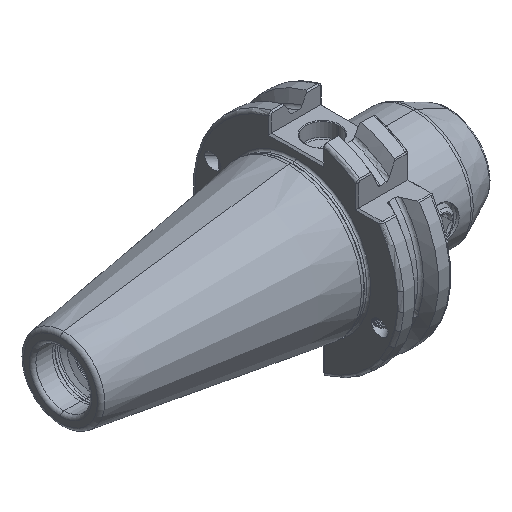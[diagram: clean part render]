
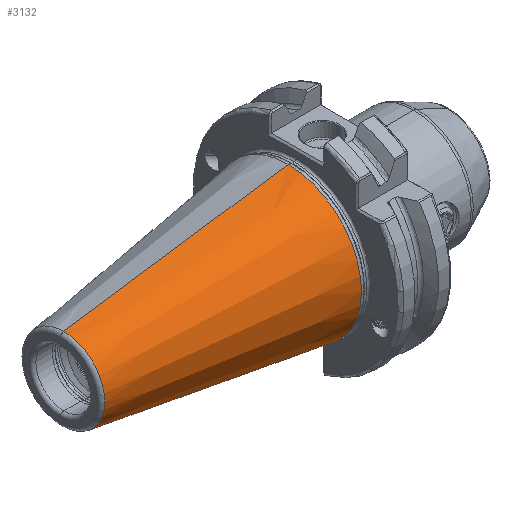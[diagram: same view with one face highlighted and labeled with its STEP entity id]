
A CAD part, isometric view. The second image highlights one B-rep face of the part: STEP entity #3132.
In plain terms, the highlighted conical face has half-angle 8.297 degrees and reference radius 22.692 mm.
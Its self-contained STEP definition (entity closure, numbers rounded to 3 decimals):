
#190 = CIRCLE ( 'NONE', #5402, 22.327 ) ;
#210 = CIRCLE ( 'NONE', #5406, 12.4 ) ;
#1595 = FACE_OUTER_BOUND ( 'NONE', #3836, .T. ) ;
#1607 = CONICAL_SURFACE ( 'NONE', #24013, 22.692, 0.145 ) ;
#3132 = ADVANCED_FACE ( 'NONE', ( #1595 ), #1607, .T. ) ;
#3596 = DIRECTION ( 'NONE',  ( 0., 0., 1. ) ) ;
#3611 = CARTESIAN_POINT ( 'NONE',  ( -70.573, 0., 0. ) ) ;
#3616 = DIRECTION ( 'NONE',  ( 1., 0., 0. ) ) ;
#3836 = EDGE_LOOP ( 'NONE', ( #5030, #5071, #5072, #5054 ) ) ;
#5030 = ORIENTED_EDGE ( 'NONE', *, *, #17437, .F. ) ;
#5054 = ORIENTED_EDGE ( 'NONE', *, *, #23891, .F. ) ;
#5071 = ORIENTED_EDGE ( 'NONE', *, *, #23922, .T. ) ;
#5072 = ORIENTED_EDGE ( 'NONE', *, *, #17376, .T. ) ;
#5402 = AXIS2_PLACEMENT_3D ( 'NONE', #12290, #12301, #12302 ) ;
#5406 = AXIS2_PLACEMENT_3D ( 'NONE', #3611, #3616, #3596 ) ;
#6153 = DIRECTION ( 'NONE',  ( 0.99, 0., -0.144 ) ) ;
#6205 = CARTESIAN_POINT ( 'NONE',  ( 0., 0., -22.692 ) ) ;
#6365 = CARTESIAN_POINT ( 'NONE',  ( 0., 0., 22.692 ) ) ;
#6544 = DIRECTION ( 'NONE',  ( 0.99, 0., 0.144 ) ) ;
#11920 = CARTESIAN_POINT ( 'NONE',  ( -70.573, 0., 12.4 ) ) ;
#11928 = CARTESIAN_POINT ( 'NONE',  ( -2.5, 0., -22.327 ) ) ;
#11931 = CARTESIAN_POINT ( 'NONE',  ( -2.5, 0., 22.327 ) ) ;
#11960 = CARTESIAN_POINT ( 'NONE',  ( -70.573, 0., -12.4 ) ) ;
#12290 = CARTESIAN_POINT ( 'NONE',  ( -2.5, 0., 0. ) ) ;
#12301 = DIRECTION ( 'NONE',  ( 1., 0., 0. ) ) ;
#12302 = DIRECTION ( 'NONE',  ( 0., 0., -1. ) ) ;
#15284 = VECTOR ( 'NONE', #6153, 1000. ) ;
#15327 = LINE ( 'NONE', #6205, #15284 ) ;
#15358 = LINE ( 'NONE', #6365, #15362 ) ;
#15362 = VECTOR ( 'NONE', #6544, 1000. ) ;
#17376 = EDGE_CURVE ( 'NONE', #23681, #23683, #15327, .T. ) ;
#17437 = EDGE_CURVE ( 'NONE', #23570, #23661, #15358, .T. ) ;
#23570 = VERTEX_POINT ( 'NONE', #11920 ) ;
#23661 = VERTEX_POINT ( 'NONE', #11931 ) ;
#23681 = VERTEX_POINT ( 'NONE', #11960 ) ;
#23683 = VERTEX_POINT ( 'NONE', #11928 ) ;
#23891 = EDGE_CURVE ( 'NONE', #23661, #23683, #190, .T. ) ;
#23922 = EDGE_CURVE ( 'NONE', #23570, #23681, #210, .T. ) ;
#24013 = AXIS2_PLACEMENT_3D ( 'NONE', #24416, #24368, #24374 ) ;
#24368 = DIRECTION ( 'NONE',  ( 1., 0., 0. ) ) ;
#24374 = DIRECTION ( 'NONE',  ( 0., 0., -1. ) ) ;
#24416 = CARTESIAN_POINT ( 'NONE',  ( 0., 0., 0. ) ) ;
